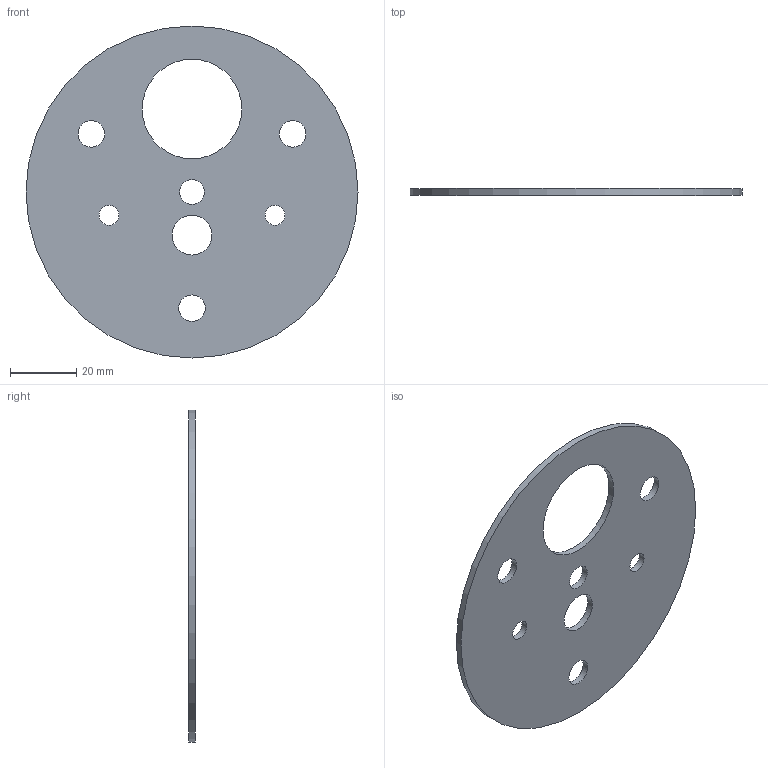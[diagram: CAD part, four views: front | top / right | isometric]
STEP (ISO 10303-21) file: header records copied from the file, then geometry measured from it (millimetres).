
FILE_DESCRIPTION(/* description */ (''),/* implementation_level */ '2;1');
FILE_NAME(/* name */ 'platform.stp',/* time_stamp */ '2021-03-09T15:39:03+05:00',/* author */ ('ASUS'),/* organization */ (''),/* preprocessor_version */ 'ST-DEVELOPER v18.1',/* originating_system */ 'Autodesk Inventor 2021',/* authorisation */ '');
FILE_SCHEMA (('AUTOMOTIVE_DESIGN { 1 0 10303 214 3 1 1 }'));
Length unit declared in the file: millimetre
Products named in the file (1): platform
Bounding box: 100 x 2 x 100 mm (x, y, z)
Volume: 13565 mm3; surface area: 14730.5 mm2
Topology: 1 solids, 1 shells, 11 faces, 36 edges, 27 vertices
Faces by surface type: cylinder 9, plane 2
Full cylindrical faces by diameter (mm): 6 x2, 7.5 x1, 8 x3, 12 x1, 30 x1, 100 x1
Entity records: 502 total; most frequent: DIRECTION 87, CARTESIAN_POINT 75, ORIENTED_EDGE 72, AXIS2_PLACEMENT_3D 39, EDGE_CURVE 36, EDGE_LOOP 27, CIRCLE 27, VERTEX_POINT 27
